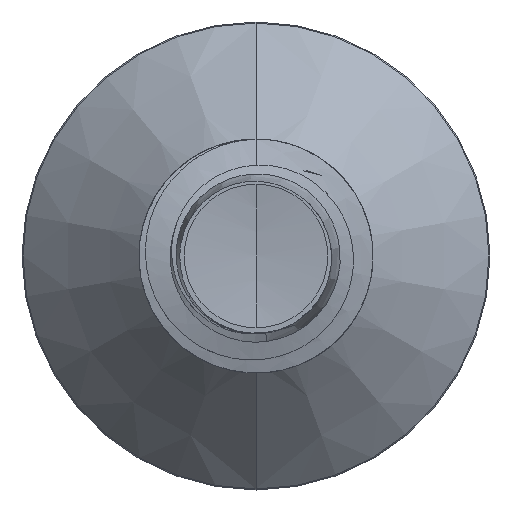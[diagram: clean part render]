
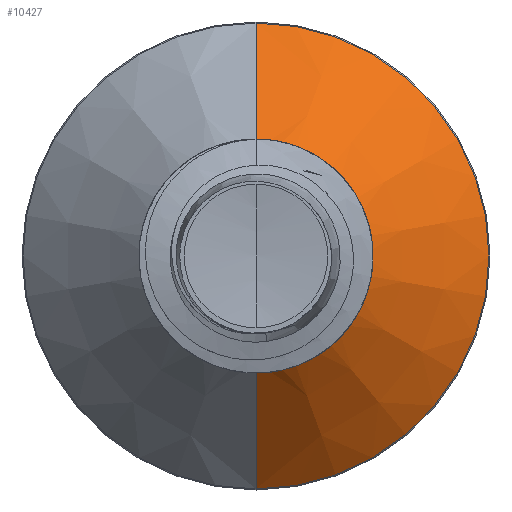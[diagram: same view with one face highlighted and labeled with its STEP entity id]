
A CAD part, front view. The second image highlights one B-rep face of the part: STEP entity #10427.
In plain terms, the highlighted conical face has half-angle 45 degrees and reference radius 0.638 mm.
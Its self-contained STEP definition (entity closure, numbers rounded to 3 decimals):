
#16 = VERTEX_POINT ( 'NONE', #30489 ) ;
#405 = CARTESIAN_POINT ( 'NONE',  ( 0., 6.694, 1.394 ) ) ;
#457 = ORIENTED_EDGE ( 'NONE', *, *, #7082, .F. ) ;
#998 = CIRCLE ( 'NONE', #12312, 0.638 ) ;
#1732 = DIRECTION ( 'NONE',  ( 0., 0., 1. ) ) ;
#2319 = VERTEX_POINT ( 'NONE', #405 ) ;
#2684 = CARTESIAN_POINT ( 'NONE',  ( 0., 6.694, -1.394 ) ) ;
#4925 = LINE ( 'NONE', #24639, #10705 ) ;
#5592 = DIRECTION ( 'NONE',  ( 0., 1., 0. ) ) ;
#5780 = EDGE_LOOP ( 'NONE', ( #30908, #12855, #19241, #457 ) ) ;
#7082 = EDGE_CURVE ( 'NONE', #16, #2319, #8403, .T. ) ;
#7485 = DIRECTION ( 'NONE',  ( 0., 0.707, 0.707 ) ) ;
#7646 = EDGE_CURVE ( 'NONE', #16, #27662, #998, .T. ) ;
#8403 = LINE ( 'NONE', #24289, #27427 ) ;
#9006 = CARTESIAN_POINT ( 'NONE',  ( 0., 5.938, 0. ) ) ;
#10207 = DIRECTION ( 'NONE',  ( 0., 0.707, -0.707 ) ) ;
#10427 = ADVANCED_FACE ( 'NONE', ( #19042 ), #11884, .T. ) ;
#10705 = VECTOR ( 'NONE', #10207, 1000. ) ;
#11479 = DIRECTION ( 'NONE',  ( 0., 0., 1. ) ) ;
#11589 = DIRECTION ( 'NONE',  ( 0., 1., 0. ) ) ;
#11884 = CONICAL_SURFACE ( 'NONE', #27601, 0.638, 0.785 ) ;
#12312 = AXIS2_PLACEMENT_3D ( 'NONE', #9006, #25723, #11479 ) ;
#12855 = ORIENTED_EDGE ( 'NONE', *, *, #14036, .T. ) ;
#14036 = EDGE_CURVE ( 'NONE', #27662, #24279, #4925, .T. ) ;
#14448 = EDGE_CURVE ( 'NONE', #2319, #24279, #16365, .T. ) ;
#16365 = CIRCLE ( 'NONE', #21767, 1.394 ) ;
#19042 = FACE_OUTER_BOUND ( 'NONE', #5780, .T. ) ;
#19241 = ORIENTED_EDGE ( 'NONE', *, *, #14448, .F. ) ;
#20133 = CARTESIAN_POINT ( 'NONE',  ( 0., 6.694, 0. ) ) ;
#21767 = AXIS2_PLACEMENT_3D ( 'NONE', #20133, #5592, #22509 ) ;
#21771 = CARTESIAN_POINT ( 'NONE',  ( 0., 5.938, -0.638 ) ) ;
#22509 = DIRECTION ( 'NONE',  ( 0., 0., 1. ) ) ;
#24279 = VERTEX_POINT ( 'NONE', #2684 ) ;
#24289 = CARTESIAN_POINT ( 'NONE',  ( 0., 5.938, 0.638 ) ) ;
#24639 = CARTESIAN_POINT ( 'NONE',  ( 0., 5.938, -0.638 ) ) ;
#25723 = DIRECTION ( 'NONE',  ( 0., 1., 0. ) ) ;
#27427 = VECTOR ( 'NONE', #7485, 1000. ) ;
#27601 = AXIS2_PLACEMENT_3D ( 'NONE', #30482, #11589, #1732 ) ;
#27662 = VERTEX_POINT ( 'NONE', #21771 ) ;
#30482 = CARTESIAN_POINT ( 'NONE',  ( 0., 5.938, 0. ) ) ;
#30489 = CARTESIAN_POINT ( 'NONE',  ( 0., 5.938, 0.638 ) ) ;
#30908 = ORIENTED_EDGE ( 'NONE', *, *, #7646, .T. ) ;
